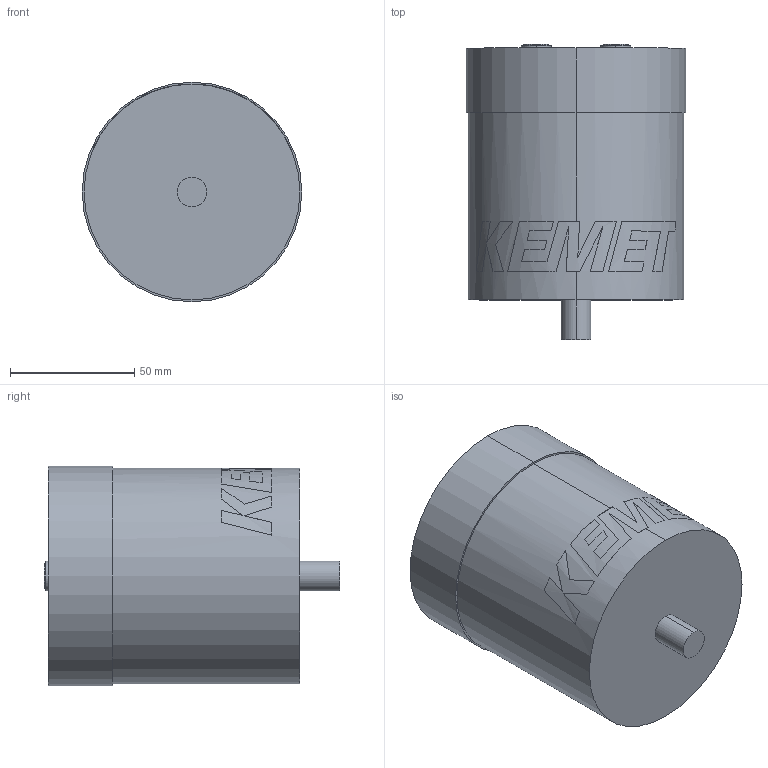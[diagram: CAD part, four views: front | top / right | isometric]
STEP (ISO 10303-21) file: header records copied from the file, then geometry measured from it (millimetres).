
FILE_DESCRIPTION (( 'STEP AP214' ), '1' );
FILE_NAME ('CFP_C44UMR_85X99.5_D87L101.5S32L1103D188.5.STEP', '2019-09-10T20:40:25', ( '' ), ( '' ), 'SwSTEP 2.0', 'SolidWorks 2014', '' );
FILE_SCHEMA (( 'AUTOMOTIVE_DESIGN' ));
Length unit declared in the file: millimetre
Products named in the file (1): CFP_C44UMR_85X99.5_D87L101.5S32L1103D188.5
Bounding box: 88.5 x 119 x 88.5 mm (x, y, z)
Volume: 610321.4 mm3; surface area: 41260.3 mm2
Topology: 1 solids, 1 shells, 84 faces, 216 edges, 144 vertices
Faces by surface type: plane 32, bspline 31, cylinder 21
Entity records: 3715 total; most frequent: CARTESIAN_POINT 939, ORIENTED_EDGE 432, DIRECTION 293, EDGE_CURVE 216, VERTEX_POINT 144, AXIS2_PLACEMENT_3D 136, B_SPLINE_CURVE_WITH_KNOTS 113, EDGE_LOOP 94
